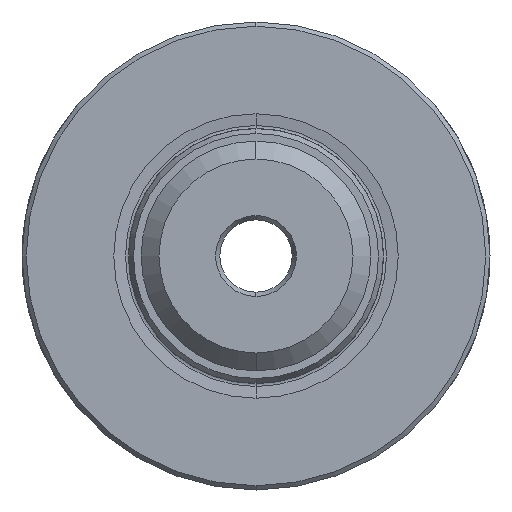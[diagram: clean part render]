
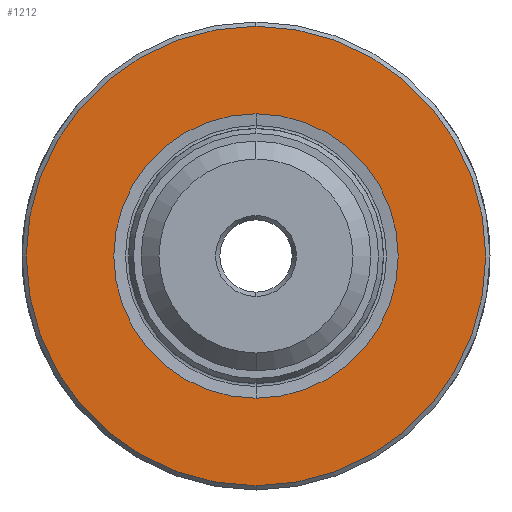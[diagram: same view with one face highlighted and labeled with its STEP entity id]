
A CAD part, left-side view. The second image highlights one B-rep face of the part: STEP entity #1212.
In plain terms, the highlighted planar face has unit normal (-1, 0, 0).
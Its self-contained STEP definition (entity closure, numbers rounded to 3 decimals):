
#43 = CIRCLE ( 'NONE', #667, 16.715 ) ;
#72 = CARTESIAN_POINT ( 'NONE',  ( 0., 0., -27. ) ) ;
#86 = EDGE_CURVE ( 'NONE', #1064, #1880, #1463, .T. ) ;
#107 = AXIS2_PLACEMENT_3D ( 'NONE', #1401, #1388, #1341 ) ;
#110 = EDGE_CURVE ( 'NONE', #248, #820, #1799, .T. ) ;
#120 = AXIS2_PLACEMENT_3D ( 'NONE', #1036, #907, #1705 ) ;
#248 = VERTEX_POINT ( 'NONE', #1589 ) ;
#318 = ORIENTED_EDGE ( 'NONE', *, *, #847, .T. ) ;
#420 = PLANE ( 'NONE',  #1469 ) ;
#431 = CARTESIAN_POINT ( 'NONE',  ( 0., 16.715, 0. ) ) ;
#443 = DIRECTION ( 'NONE',  ( -1., 0., 0. ) ) ;
#447 = DIRECTION ( 'NONE',  ( 0., 0., 1. ) ) ;
#609 = AXIS2_PLACEMENT_3D ( 'NONE', #1473, #1422, #1582 ) ;
#667 = AXIS2_PLACEMENT_3D ( 'NONE', #1712, #1577, #793 ) ;
#695 = CARTESIAN_POINT ( 'NONE',  ( 0., 0., -16.715 ) ) ;
#736 = FACE_BOUND ( 'NONE', #1618, .T. ) ;
#749 = ORIENTED_EDGE ( 'NONE', *, *, #86, .F. ) ;
#793 = DIRECTION ( 'NONE',  ( 0., 0., -1. ) ) ;
#820 = VERTEX_POINT ( 'NONE', #695 ) ;
#831 = EDGE_CURVE ( 'NONE', #1880, #1064, #857, .T. ) ;
#843 = ORIENTED_EDGE ( 'NONE', *, *, #831, .F. ) ;
#847 = EDGE_CURVE ( 'NONE', #820, #248, #43, .T. ) ;
#857 = CIRCLE ( 'NONE', #609, 27. ) ;
#889 = FACE_OUTER_BOUND ( 'NONE', #1262, .T. ) ;
#907 = DIRECTION ( 'NONE',  ( 1., 0., 0. ) ) ;
#1015 = ORIENTED_EDGE ( 'NONE', *, *, #110, .T. ) ;
#1036 = CARTESIAN_POINT ( 'NONE',  ( 0., 0., 0. ) ) ;
#1064 = VERTEX_POINT ( 'NONE', #72 ) ;
#1212 = ADVANCED_FACE ( 'NONE', ( #736, #889 ), #420, .T. ) ;
#1262 = EDGE_LOOP ( 'NONE', ( #749, #843 ) ) ;
#1341 = DIRECTION ( 'NONE',  ( 0., 0., -1. ) ) ;
#1388 = DIRECTION ( 'NONE',  ( 1., 0., 0. ) ) ;
#1401 = CARTESIAN_POINT ( 'NONE',  ( 0., 0., 0. ) ) ;
#1422 = DIRECTION ( 'NONE',  ( 1., 0., 0. ) ) ;
#1463 = CIRCLE ( 'NONE', #107, 27. ) ;
#1469 = AXIS2_PLACEMENT_3D ( 'NONE', #431, #443, #447 ) ;
#1473 = CARTESIAN_POINT ( 'NONE',  ( 0., 0., 0. ) ) ;
#1577 = DIRECTION ( 'NONE',  ( 1., 0., 0. ) ) ;
#1582 = DIRECTION ( 'NONE',  ( 0., 0., -1. ) ) ;
#1589 = CARTESIAN_POINT ( 'NONE',  ( 0., 0., 16.715 ) ) ;
#1618 = EDGE_LOOP ( 'NONE', ( #1015, #318 ) ) ;
#1705 = DIRECTION ( 'NONE',  ( 0., 0., -1. ) ) ;
#1712 = CARTESIAN_POINT ( 'NONE',  ( 0., 0., 0. ) ) ;
#1764 = CARTESIAN_POINT ( 'NONE',  ( 0., 0., 27. ) ) ;
#1799 = CIRCLE ( 'NONE', #120, 16.715 ) ;
#1880 = VERTEX_POINT ( 'NONE', #1764 ) ;
